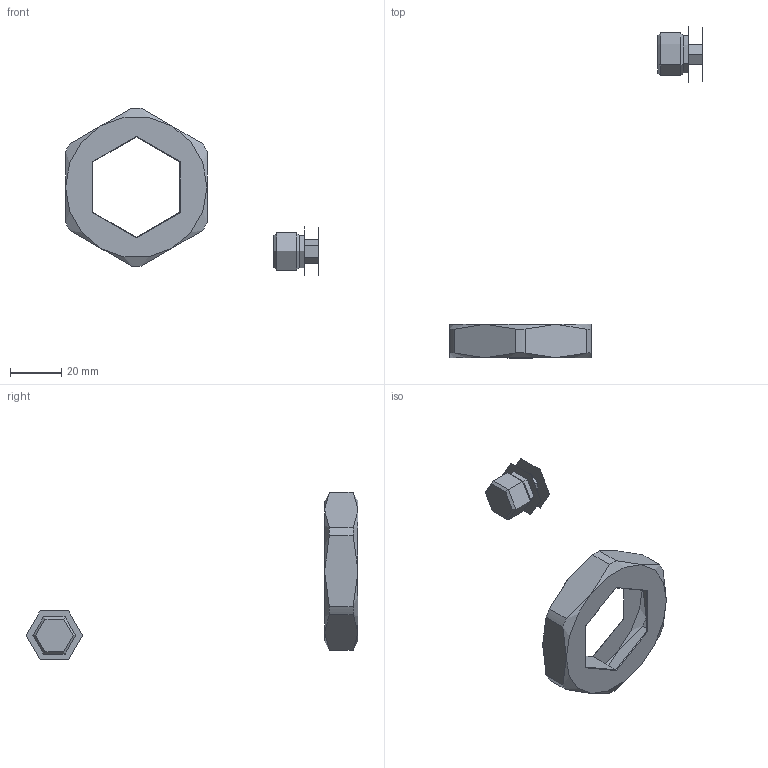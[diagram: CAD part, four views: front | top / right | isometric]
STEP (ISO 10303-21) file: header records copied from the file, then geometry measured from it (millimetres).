
FILE_DESCRIPTION (( 'STEP AP203' ), '1' );
FILE_NAME ('HCTT25-R.STEP', '2019-10-14T06:25:19', ( '微软用户' ), ( '微软中国' ), 'SwSTEP 2.0', 'SolidWorks 2012', '' );
FILE_SCHEMA (( 'CONFIG_CONTROL_DESIGN' ));
Length unit declared in the file: millimetre
Products named in the file (5): HCTT25掛极_______; HCTT25活塞杆_______; HCTT25蹟譫_______; HCTT25黑芛_______; HCTT25-R
Assembly tree (4 placements, depth 2):
  HCTT25-R
    HCTT25掛极_______
    HCTT25活塞杆_______
    HCTT25蹟譫_______
    HCTT25黑芛_______
Bounding box: 98.3 x 129 x 65.27 mm (x, y, z)
Topology: 0 solids, 4 shells, 50 faces, 114 edges, 70 vertices
Faces by surface type: cone 20, plane 18, cylinder 12
Full cylindrical faces by diameter (mm): 22 x1
Entity records: 5172 total; most frequent: CARTESIAN_POINT 1206, DIRECTION 765, ORIENTED_EDGE 744, EDGE_CURVE 372, AXIS2_PLACEMENT_3D 308, VERTEX_POINT 234, EDGE_LOOP 176, ADVANCED_FACE 153
